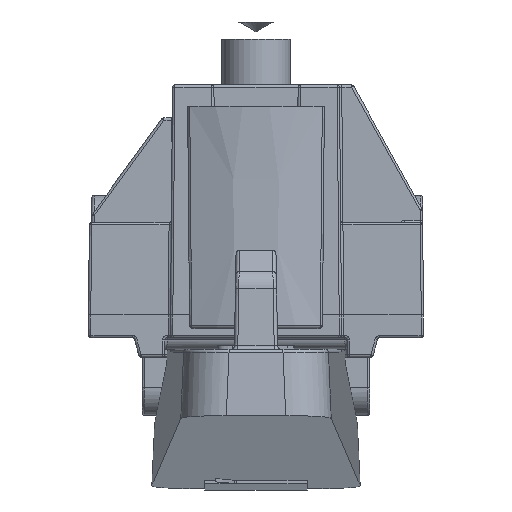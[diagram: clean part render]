
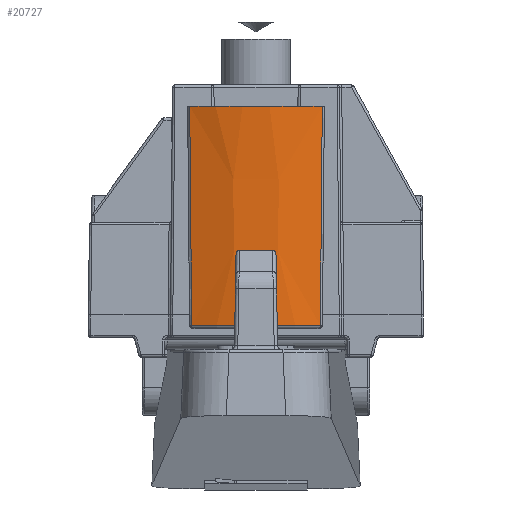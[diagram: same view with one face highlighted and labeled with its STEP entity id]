
A CAD part, front view. The second image highlights one B-rep face of the part: STEP entity #20727.
In plain terms, the highlighted conical face has half-angle 0.5 degrees and reference radius 15 mm.
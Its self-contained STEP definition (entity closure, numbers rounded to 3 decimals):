
#714=B_SPLINE_CURVE_WITH_KNOTS('',3,(#41060,#41061,#41062,#41063),
 .UNSPECIFIED.,.F.,.F.,(4,4),(-1.98,-0.06),
 .UNSPECIFIED.);
#715=B_SPLINE_CURVE_WITH_KNOTS('',3,(#41067,#41068,#41069,#41070),
 .UNSPECIFIED.,.F.,.F.,(4,4),(0.06,1.98),
 .UNSPECIFIED.);
#1470=CONICAL_SURFACE('',#22621,15.,0.009);
#2649=FACE_OUTER_BOUND('',#3959,.T.);
#3959=EDGE_LOOP('',(#18740,#18741,#18742,#18743));
#8053=CIRCLE('',#22622,15.);
#8054=CIRCLE('',#22623,14.832);
#9847=VERTEX_POINT('',#41058);
#9848=VERTEX_POINT('',#41059);
#9849=VERTEX_POINT('',#41064);
#9850=VERTEX_POINT('',#41066);
#12832=EDGE_CURVE('',#9847,#9848,#714,.T.);
#12833=EDGE_CURVE('',#9847,#9849,#8053,.T.);
#12834=EDGE_CURVE('',#9850,#9849,#715,.T.);
#12835=EDGE_CURVE('',#9848,#9850,#8054,.T.);
#18740=ORIENTED_EDGE('',*,*,#12832,.F.);
#18741=ORIENTED_EDGE('',*,*,#12833,.T.);
#18742=ORIENTED_EDGE('',*,*,#12834,.F.);
#18743=ORIENTED_EDGE('',*,*,#12835,.F.);
#20727=ADVANCED_FACE('',(#2649),#1470,.T.);
#22621=AXIS2_PLACEMENT_3D('',#41057,#27808,#27809);
#22622=AXIS2_PLACEMENT_3D('',#41065,#27810,#27811);
#22623=AXIS2_PLACEMENT_3D('',#41071,#27812,#27813);
#27808=DIRECTION('center_axis',(0.,0.,1.));
#27809=DIRECTION('ref_axis',(0.,-1.,0.));
#27810=DIRECTION('center_axis',(0.,0.,-1.));
#27811=DIRECTION('ref_axis',(0.,-1.,0.));
#27812=DIRECTION('center_axis',(0.,0.,-1.));
#27813=DIRECTION('ref_axis',(0.,-1.,0.));
#41057=CARTESIAN_POINT('Origin',(0.,-27.619,
9.3));
#41058=CARTESIAN_POINT('',(5.816,-41.445,9.3));
#41059=CARTESIAN_POINT('',(5.647,-41.334,-9.903));
#41060=CARTESIAN_POINT('Ctrl Pts',(5.816,-41.445,9.3));
#41061=CARTESIAN_POINT('Ctrl Pts',(5.76,-41.408,2.899));
#41062=CARTESIAN_POINT('Ctrl Pts',(5.703,-41.372,-3.502));
#41063=CARTESIAN_POINT('Ctrl Pts',(5.647,-41.334,-9.903));
#41064=CARTESIAN_POINT('',(-5.816,-41.445,9.3));
#41065=CARTESIAN_POINT('Origin',(0.,-27.619,
9.3));
#41066=CARTESIAN_POINT('',(-5.647,-41.334,-9.903));
#41067=CARTESIAN_POINT('Ctrl Pts',(-5.647,-41.334,
-9.903));
#41068=CARTESIAN_POINT('Ctrl Pts',(-5.703,-41.372,
-3.502));
#41069=CARTESIAN_POINT('Ctrl Pts',(-5.76,-41.408,
2.899));
#41070=CARTESIAN_POINT('Ctrl Pts',(-5.816,-41.445,
9.3));
#41071=CARTESIAN_POINT('Origin',(0.,-27.619,
-9.903));
